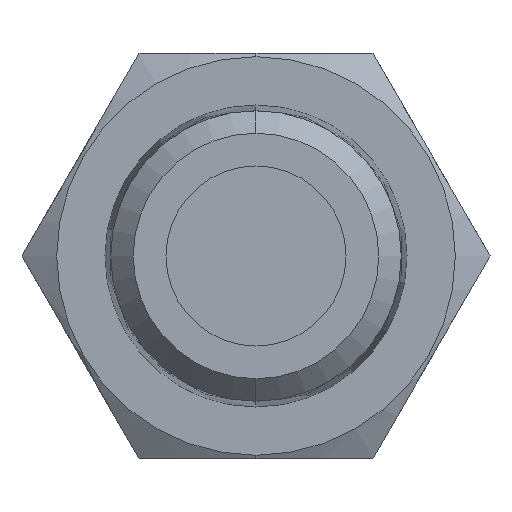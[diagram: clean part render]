
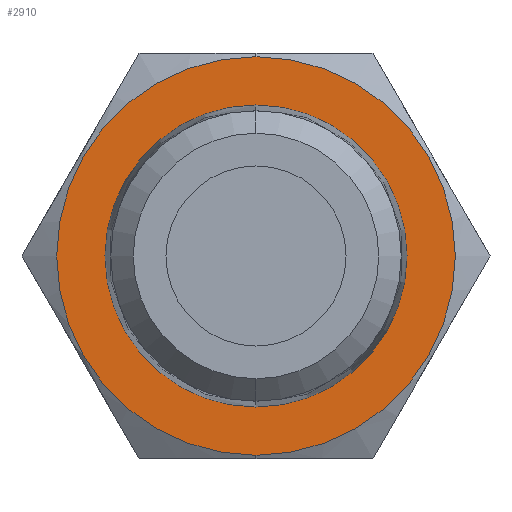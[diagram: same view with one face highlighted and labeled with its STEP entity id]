
A CAD part, front view. The second image highlights one B-rep face of the part: STEP entity #2910.
In plain terms, the highlighted planar face has unit normal (0, -1, 0).
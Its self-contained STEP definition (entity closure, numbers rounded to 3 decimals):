
#91 = VERTEX_POINT ( 'NONE', #647 ) ;
#106 = VERTEX_POINT ( 'NONE', #653 ) ;
#138 = VERTEX_POINT ( 'NONE', #1229 ) ;
#180 = VERTEX_POINT ( 'NONE', #1227 ) ;
#257 = ORIENTED_EDGE ( 'NONE', *, *, #1435, .T. ) ;
#258 = ORIENTED_EDGE ( 'NONE', *, *, #607, .T. ) ;
#259 = ORIENTED_EDGE ( 'NONE', *, *, #2501, .F. ) ;
#260 = ORIENTED_EDGE ( 'NONE', *, *, #1431, .F. ) ;
#324 = EDGE_LOOP ( 'NONE', ( #259, #260 ) ) ;
#326 = EDGE_LOOP ( 'NONE', ( #257, #258 ) ) ;
#529 = CIRCLE ( 'NONE', #534, 8.85 ) ;
#534 = AXIS2_PLACEMENT_3D ( 'NONE', #2711, #2710, #2709 ) ;
#552 = CIRCLE ( 'NONE', #593, 6.707 ) ;
#593 = AXIS2_PLACEMENT_3D ( 'NONE', #2850, #2818, #2820 ) ;
#607 = EDGE_CURVE ( 'NONE', #138, #180, #865, .T. ) ;
#647 = CARTESIAN_POINT ( 'NONE',  ( 0., 11., 6.707 ) ) ;
#653 = CARTESIAN_POINT ( 'NONE',  ( 0., 11., -6.707 ) ) ;
#865 = CIRCLE ( 'NONE', #876, 8.85 ) ;
#876 = AXIS2_PLACEMENT_3D ( 'NONE', #2393, #2385, #2388 ) ;
#1227 = CARTESIAN_POINT ( 'NONE',  ( 0., 11., -8.85 ) ) ;
#1229 = CARTESIAN_POINT ( 'NONE',  ( 0., 11., 8.85 ) ) ;
#1431 = EDGE_CURVE ( 'NONE', #106, #91, #552, .T. ) ;
#1435 = EDGE_CURVE ( 'NONE', #180, #138, #529, .T. ) ;
#1671 = DIRECTION ( 'NONE',  ( 0., 0., 1. ) ) ;
#1672 = DIRECTION ( 'NONE',  ( 0., 1., 0. ) ) ;
#1673 = CARTESIAN_POINT ( 'NONE',  ( 6.707, 11., 0. ) ) ;
#1674 = PLANE ( 'NONE',  #2604 ) ;
#1771 = FACE_OUTER_BOUND ( 'NONE', #326, .T. ) ;
#1774 = FACE_BOUND ( 'NONE', #324, .T. ) ;
#1828 = DIRECTION ( 'NONE',  ( 0., 0., -1. ) ) ;
#1831 = DIRECTION ( 'NONE',  ( 0., -1., 0. ) ) ;
#1835 = CARTESIAN_POINT ( 'NONE',  ( 0., 11., 0. ) ) ;
#2258 = AXIS2_PLACEMENT_3D ( 'NONE', #1835, #1831, #1828 ) ;
#2273 = CIRCLE ( 'NONE', #2258, 6.707 ) ;
#2385 = DIRECTION ( 'NONE',  ( 0., -1., 0. ) ) ;
#2388 = DIRECTION ( 'NONE',  ( 0., 0., 1. ) ) ;
#2393 = CARTESIAN_POINT ( 'NONE',  ( 0., 11., 0. ) ) ;
#2501 = EDGE_CURVE ( 'NONE', #91, #106, #2273, .T. ) ;
#2604 = AXIS2_PLACEMENT_3D ( 'NONE', #1673, #1672, #1671 ) ;
#2709 = DIRECTION ( 'NONE',  ( 0., 0., 1. ) ) ;
#2710 = DIRECTION ( 'NONE',  ( 0., -1., 0. ) ) ;
#2711 = CARTESIAN_POINT ( 'NONE',  ( 0., 11., 0. ) ) ;
#2818 = DIRECTION ( 'NONE',  ( 0., -1., 0. ) ) ;
#2820 = DIRECTION ( 'NONE',  ( 0., 0., -1. ) ) ;
#2850 = CARTESIAN_POINT ( 'NONE',  ( 0., 11., 0. ) ) ;
#2910 = ADVANCED_FACE ( 'NONE', ( #1771, #1774 ), #1674, .F. ) ;
